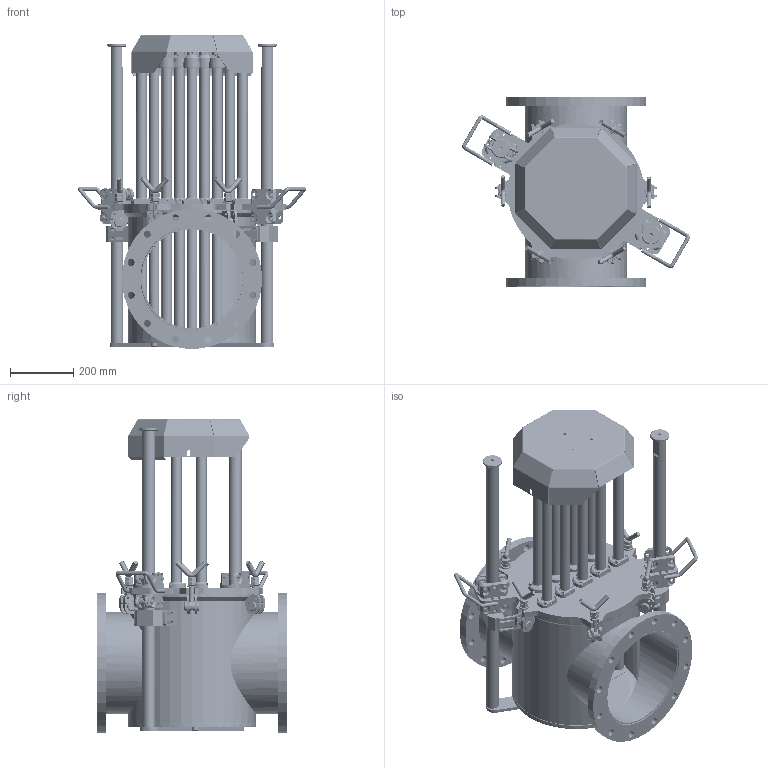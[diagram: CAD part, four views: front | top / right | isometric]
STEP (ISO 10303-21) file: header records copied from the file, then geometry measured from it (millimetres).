
FILE_DESCRIPTION(/* description */ (''),/* implementation_level */ '2;1');
FILE_NAME(/* name */ 'SSFNP30038 C.stp',/* time_stamp */ '2019-05-21T10:48:55+02:00',/* author */ ('cr'),/* organization */ (''),/* preprocessor_version */ 'ST-DEVELOPER v17.2',/* originating_system */ 'Autodesk Inventor 2019',/* authorisation */ '');
FILE_SCHEMA (('AUTOMOTIVE_DESIGN { 1 0 10303 214 3 1 1 }'));
Products named in the file (1): Part2
Bounding box: 722.28 x 600 x 993.99 mm (x, y, z)
Volume: 18931434.1 mm3; surface area: 5669850.5 mm2
Topology: 32 solids, 66 shells, 3218 faces, 9184 edges, 6273 vertices
Faces by surface type: plane 1189, cylinder 1088, cone 513, torus 324, sphere 58, bspline 46
Full cylindrical faces by diameter (mm): 1.5 x18, 1.7 x18, 4.134 x9, 5 x36, 6 x27, 6.5 x27, 6.6 x12, 6.75 x2, 7 x9, 8 x21, 8.376 x18, 8.5 x12, 9 x24, 10 x17, 10.5 x8, 10.917 x4, 11 x2, 12 x50, 12.3 x10, 13 x10, 13.5 x8, 15 x12, 16 x18, 17 x6, 17.12 x16, 19 x9, 20 x12, 22 x24, 22.88 x16, 25.8 x4
Entity records: 121593 total; most frequent: CARTESIAN_POINT 31712, DIRECTION 18754, ORIENTED_EDGE 18062, EDGE_CURVE 9031, AXIS2_PLACEMENT_3D 7850, VERTEX_POINT 6299, CIRCLE 4669, EDGE_LOOP 4072
